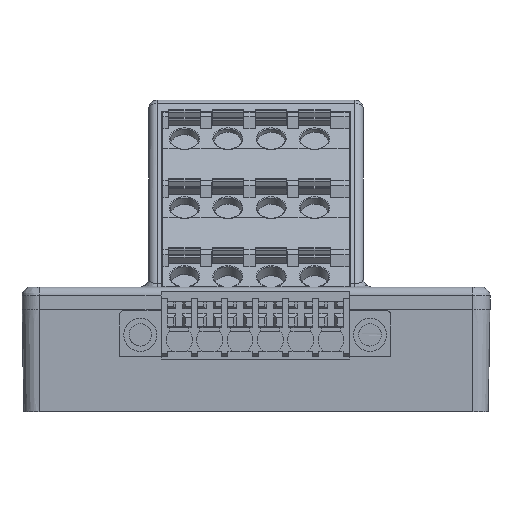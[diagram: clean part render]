
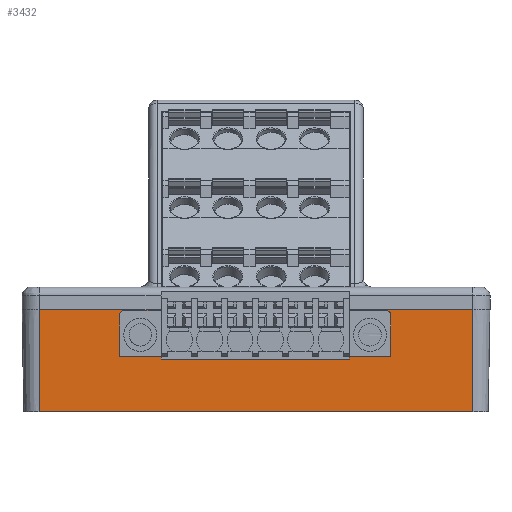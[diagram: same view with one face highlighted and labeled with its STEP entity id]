
A CAD part, front view. The second image highlights one B-rep face of the part: STEP entity #3432.
In plain terms, the highlighted planar face has unit normal (0, -1, -0.018).
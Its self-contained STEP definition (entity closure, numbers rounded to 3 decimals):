
#1929=FACE_OUTER_BOUND('',#7481,.T.);
#3432=ADVANCED_FACE('',(#1929),#5049,.T.);
#5049=PLANE('',#30178);
#6888=ELLIPSE('',#30176,0.5,0.5);
#6889=ELLIPSE('',#30177,0.5,0.5);
#7481=EDGE_LOOP('',(#9686,#9687,#9688,#9689,#9690,#9691,#9692,#9693,#9694,
#9695,#9696,#9697,#9698,#9699));
#9686=ORIENTED_EDGE('',*,*,#20287,.F.);
#9687=ORIENTED_EDGE('',*,*,#20288,.F.);
#9688=ORIENTED_EDGE('',*,*,#20282,.T.);
#9689=ORIENTED_EDGE('',*,*,#20271,.F.);
#9690=ORIENTED_EDGE('',*,*,#20286,.T.);
#9691=ORIENTED_EDGE('',*,*,#20029,.F.);
#9692=ORIENTED_EDGE('',*,*,#20289,.T.);
#9693=ORIENTED_EDGE('',*,*,#20290,.F.);
#9694=ORIENTED_EDGE('',*,*,#20291,.F.);
#9695=ORIENTED_EDGE('',*,*,#20292,.T.);
#9696=ORIENTED_EDGE('',*,*,#20293,.T.);
#9697=ORIENTED_EDGE('',*,*,#20294,.F.);
#9698=ORIENTED_EDGE('',*,*,#20295,.F.);
#9699=ORIENTED_EDGE('',*,*,#20296,.T.);
#17384=VERTEX_POINT('',#40733);
#17385=VERTEX_POINT('',#40735);
#17592=VERTEX_POINT('',#41212);
#17593=VERTEX_POINT('',#41214);
#17600=VERTEX_POINT('',#41266);
#17602=VERTEX_POINT('',#41305);
#17603=VERTEX_POINT('',#41306);
#17604=VERTEX_POINT('',#41309);
#17605=VERTEX_POINT('',#41311);
#17606=VERTEX_POINT('',#41313);
#17607=VERTEX_POINT('',#41315);
#17608=VERTEX_POINT('',#41317);
#17609=VERTEX_POINT('',#41319);
#17610=VERTEX_POINT('',#41321);
#20029=EDGE_CURVE('',#17384,#17385,#23997,.T.);
#20271=EDGE_CURVE('',#17592,#17593,#24212,.T.);
#20282=EDGE_CURVE('',#17600,#17593,#24219,.T.);
#20286=EDGE_CURVE('',#17592,#17385,#24221,.T.);
#20287=EDGE_CURVE('',#17602,#17603,#24222,.T.);
#20288=EDGE_CURVE('',#17600,#17602,#24223,.T.);
#20289=EDGE_CURVE('',#17384,#17604,#24224,.T.);
#20290=EDGE_CURVE('',#17605,#17604,#24225,.T.);
#20291=EDGE_CURVE('',#17606,#17605,#6888,.T.);
#20292=EDGE_CURVE('',#17606,#17607,#24226,.T.);
#20293=EDGE_CURVE('',#17607,#17608,#24227,.T.);
#20294=EDGE_CURVE('',#17609,#17608,#24228,.T.);
#20295=EDGE_CURVE('',#17610,#17609,#6889,.T.);
#20296=EDGE_CURVE('',#17610,#17603,#24229,.T.);
#23997=LINE('',#40734,#27097);
#24212=LINE('',#41213,#27312);
#24219=LINE('',#41265,#27319);
#24221=LINE('',#41302,#27321);
#24222=LINE('',#41304,#27322);
#24223=LINE('',#41307,#27323);
#24224=LINE('',#41308,#27324);
#24225=LINE('',#41310,#27325);
#24226=LINE('',#41314,#27326);
#24227=LINE('',#41316,#27327);
#24228=LINE('',#41318,#27328);
#24229=LINE('',#41322,#27329);
#27097=VECTOR('',#32634,1.);
#27312=VECTOR('',#32961,1.);
#27319=VECTOR('',#32980,1.);
#27321=VECTOR('',#32984,1.);
#27322=VECTOR('',#32987,1.);
#27323=VECTOR('',#32988,1.);
#27324=VECTOR('',#32989,1.);
#27325=VECTOR('',#32990,1.);
#27326=VECTOR('',#32993,1.);
#27327=VECTOR('',#32994,1.);
#27328=VECTOR('',#32995,1.);
#27329=VECTOR('',#32998,1.);
#30176=AXIS2_PLACEMENT_3D('',#41312,#32991,#32992);
#30177=AXIS2_PLACEMENT_3D('',#41320,#32996,#32997);
#30178=AXIS2_PLACEMENT_3D('',#41323,#32999,#33000);
#32634=DIRECTION('',(1.,0.,0.));
#32961=DIRECTION('',(-1.,0.,0.));
#32980=DIRECTION('',(0.,0.017,-1.));
#32984=DIRECTION('',(0.,-0.017,1.));
#32987=DIRECTION('',(0.,0.017,-1.));
#32988=DIRECTION('',(1.,0.,0.));
#32989=DIRECTION('',(0.,0.017,-1.));
#32990=DIRECTION('',(-1.,0.,0.));
#32991=DIRECTION('',(0.,-1.,-0.017));
#32992=DIRECTION('',(0.,-0.017,1.));
#32993=DIRECTION('',(0.,0.017,-1.));
#32994=DIRECTION('',(-1.,0.,0.));
#32995=DIRECTION('',(0.,0.017,-1.));
#32996=DIRECTION('',(0.,-1.,-0.017));
#32997=DIRECTION('',(0.,-0.017,1.));
#32998=DIRECTION('',(1.,0.,0.));
#32999=DIRECTION('',(0.,-1.,-0.017));
#33000=DIRECTION('',(0.,-0.017,1.));
#40733=CARTESIAN_POINT('',(68.956,6.926,14.918));
#40734=CARTESIAN_POINT('',(58.206,6.926,14.918));
#40735=CARTESIAN_POINT('',(83.206,6.926,14.918));
#41212=CARTESIAN_POINT('',(83.206,7.133,3.112));
#41213=CARTESIAN_POINT('',(58.206,7.133,3.112));
#41214=CARTESIAN_POINT('',(33.206,7.133,3.112));
#41265=CARTESIAN_POINT('',(33.206,6.927,14.883));
#41266=CARTESIAN_POINT('',(33.206,6.926,14.918));
#41302=CARTESIAN_POINT('',(83.206,6.927,14.883));
#41304=CARTESIAN_POINT('',(47.256,6.926,14.918));
#41305=CARTESIAN_POINT('',(47.256,6.926,14.918));
#41306=CARTESIAN_POINT('',(47.256,6.928,14.823));
#41307=CARTESIAN_POINT('',(58.206,6.926,14.918));
#41308=CARTESIAN_POINT('',(68.956,6.926,14.918));
#41309=CARTESIAN_POINT('',(68.956,6.928,14.823));
#41310=CARTESIAN_POINT('',(58.206,6.928,14.823));
#41311=CARTESIAN_POINT('',(73.256,6.928,14.823));
#41312=CARTESIAN_POINT('',(73.256,6.937,14.323));
#41313=CARTESIAN_POINT('',(73.756,6.937,14.323));
#41314=CARTESIAN_POINT('',(73.756,6.926,14.918));
#41315=CARTESIAN_POINT('',(73.756,7.021,9.523));
#41316=CARTESIAN_POINT('',(58.206,7.021,9.523));
#41317=CARTESIAN_POINT('',(42.456,7.021,9.523));
#41318=CARTESIAN_POINT('',(42.456,6.926,14.918));
#41319=CARTESIAN_POINT('',(42.456,6.937,14.323));
#41320=CARTESIAN_POINT('',(42.956,6.937,14.323));
#41321=CARTESIAN_POINT('',(42.956,6.928,14.823));
#41322=CARTESIAN_POINT('',(58.206,6.928,14.823));
#41323=CARTESIAN_POINT('',(58.206,6.926,14.918));
